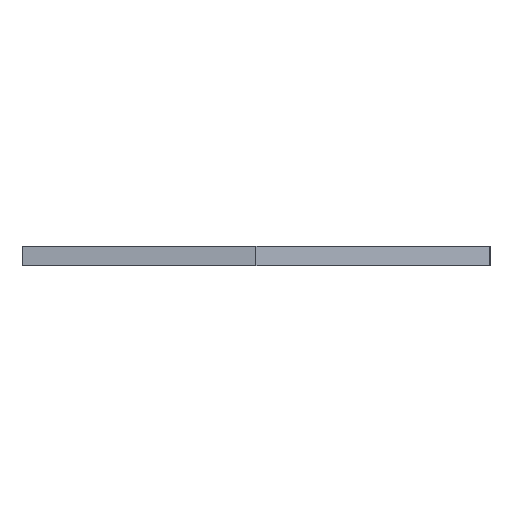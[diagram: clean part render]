
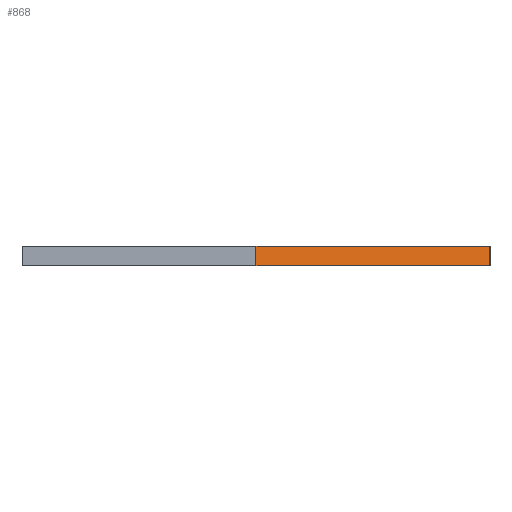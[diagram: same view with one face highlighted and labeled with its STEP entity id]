
A CAD part, left-side view. The second image highlights one B-rep face of the part: STEP entity #868.
In plain terms, the highlighted planar face has unit normal (-0.832, -0.555, 0).
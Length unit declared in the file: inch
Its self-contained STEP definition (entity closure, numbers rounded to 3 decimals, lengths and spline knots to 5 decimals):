
#24=PLANE('',#966);
#67=LINE('',#1430,#117);
#68=LINE('',#1432,#118);
#69=LINE('',#1434,#119);
#70=LINE('',#1435,#120);
#117=VECTOR('',#1193,1.80278);
#118=VECTOR('',#1194,0.125);
#119=VECTOR('',#1195,1.80278);
#120=VECTOR('',#1196,0.125);
#230=FACE_OUTER_BOUND('',#292,.T.);
#292=EDGE_LOOP('',(#697,#698,#699,#700));
#475=VERTEX_POINT('',#1428);
#476=VERTEX_POINT('',#1429);
#477=VERTEX_POINT('',#1431);
#478=VERTEX_POINT('',#1433);
#575=EDGE_CURVE('',#475,#476,#67,.T.);
#576=EDGE_CURVE('',#477,#475,#68,.T.);
#577=EDGE_CURVE('',#478,#477,#69,.T.);
#578=EDGE_CURVE('',#476,#478,#70,.T.);
#697=ORIENTED_EDGE('',*,*,#575,.F.);
#698=ORIENTED_EDGE('',*,*,#576,.F.);
#699=ORIENTED_EDGE('',*,*,#577,.F.);
#700=ORIENTED_EDGE('',*,*,#578,.F.);
#868=ADVANCED_FACE('',(#230),#24,.F.);
#966=AXIS2_PLACEMENT_3D('',#1427,#1191,#1192);
#1191=DIRECTION('center_axis',(0.832,0.555,0.));
#1192=DIRECTION('ref_axis',(0.555,-0.832,0.));
#1193=DIRECTION('',(0.555,-0.832,0.));
#1194=DIRECTION('',(0.,0.,1.));
#1195=DIRECTION('',(-0.555,0.832,0.));
#1196=DIRECTION('',(0.,0.,-1.));
#1427=CARTESIAN_POINT('Origin',(0.,1.5,0.125));
#1428=CARTESIAN_POINT('',(0.,1.5,0.125));
#1429=CARTESIAN_POINT('',(1.,0.,0.125));
#1430=CARTESIAN_POINT('',(2.57692,-2.36538,0.125));
#1431=CARTESIAN_POINT('',(0.,1.5,0.));
#1432=CARTESIAN_POINT('',(0.,1.5,0.0625));
#1433=CARTESIAN_POINT('',(1.,0.,0.));
#1434=CARTESIAN_POINT('',(2.57692,-2.36538,0.));
#1435=CARTESIAN_POINT('',(1.,0.,0.0625));
